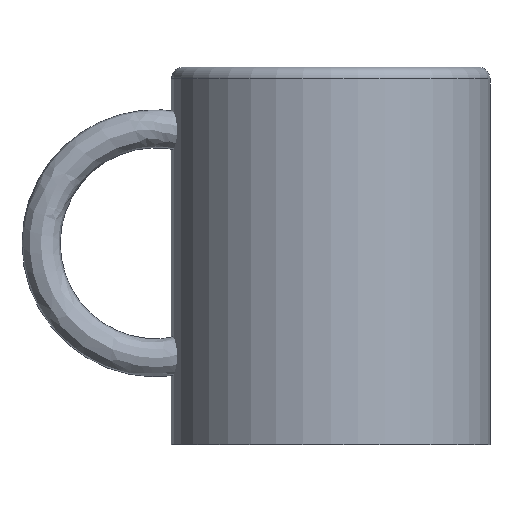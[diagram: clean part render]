
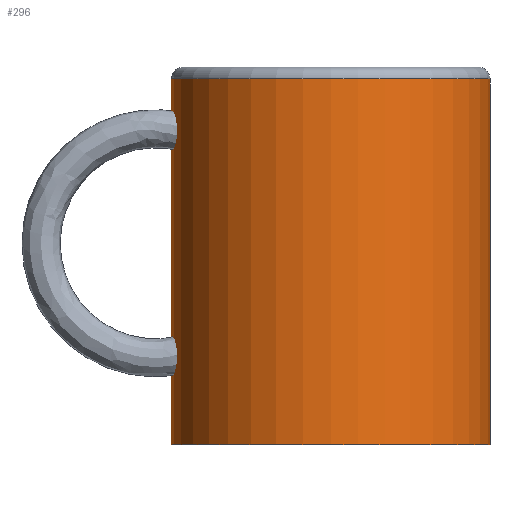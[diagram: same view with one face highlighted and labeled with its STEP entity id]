
A CAD part, front view. The second image highlights one B-rep face of the part: STEP entity #296.
In plain terms, the highlighted cylindrical face has radius 67.5 mm (diameter 135 mm), a partial arc.
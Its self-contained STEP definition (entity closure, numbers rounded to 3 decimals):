
#2 = EDGE_LOOP ( 'NONE', ( #237, #21, #276, #418 ) ) ;
#18 = DIRECTION ( 'NONE',  ( 1., 0., 0. ) ) ;
#21 = ORIENTED_EDGE ( 'NONE', *, *, #301, .T. ) ;
#24 = VECTOR ( 'NONE', #376, 1000. ) ;
#54 = EDGE_CURVE ( 'NONE', #651, #570, #283, .T. ) ;
#93 = AXIS2_PLACEMENT_3D ( 'NONE', #239, #580, #177 ) ;
#146 = CARTESIAN_POINT ( 'NONE',  ( 0., 0., -10. ) ) ;
#148 = FACE_OUTER_BOUND ( 'NONE', #2, .T. ) ;
#172 = LINE ( 'NONE', #635, #24 ) ;
#177 = DIRECTION ( 'NONE',  ( -1., 0., 0. ) ) ;
#192 = CARTESIAN_POINT ( 'NONE',  ( -67.5, 0., -10. ) ) ;
#199 = CARTESIAN_POINT ( 'NONE',  ( -67.5, 0., 145. ) ) ;
#231 = EDGE_CURVE ( 'NONE', #491, #651, #571, .T. ) ;
#237 = ORIENTED_EDGE ( 'NONE', *, *, #231, .F. ) ;
#239 = CARTESIAN_POINT ( 'NONE',  ( 0., 0., 150. ) ) ;
#249 = CARTESIAN_POINT ( 'NONE',  ( 67.5, 0., -10. ) ) ;
#252 = CARTESIAN_POINT ( 'NONE',  ( 67.5, 0., 145. ) ) ;
#257 = DIRECTION ( 'NONE',  ( 0., 0., -1. ) ) ;
#276 = ORIENTED_EDGE ( 'NONE', *, *, #400, .T. ) ;
#283 = CIRCLE ( 'NONE', #542, 67.5 ) ;
#296 = ADVANCED_FACE ( 'NONE', ( #148 ), #506, .T. ) ;
#301 = EDGE_CURVE ( 'NONE', #491, #577, #421, .T. ) ;
#311 = CARTESIAN_POINT ( 'NONE',  ( 67.5, 0., 150. ) ) ;
#353 = DIRECTION ( 'NONE',  ( -1., 0., 0. ) ) ;
#358 = DIRECTION ( 'NONE',  ( 0., 0., -1. ) ) ;
#373 = DIRECTION ( 'NONE',  ( 0., 0., -1. ) ) ;
#376 = DIRECTION ( 'NONE',  ( 0., 0., -1. ) ) ;
#400 = EDGE_CURVE ( 'NONE', #577, #570, #172, .T. ) ;
#418 = ORIENTED_EDGE ( 'NONE', *, *, #54, .F. ) ;
#421 = CIRCLE ( 'NONE', #617, 67.5 ) ;
#472 = CARTESIAN_POINT ( 'NONE',  ( 0., 0., 145. ) ) ;
#491 = VERTEX_POINT ( 'NONE', #252 ) ;
#506 = CYLINDRICAL_SURFACE ( 'NONE', #93, 67.5 ) ;
#542 = AXIS2_PLACEMENT_3D ( 'NONE', #146, #257, #353 ) ;
#570 = VERTEX_POINT ( 'NONE', #192 ) ;
#571 = LINE ( 'NONE', #311, #613 ) ;
#577 = VERTEX_POINT ( 'NONE', #199 ) ;
#580 = DIRECTION ( 'NONE',  ( 0., 0., -1. ) ) ;
#613 = VECTOR ( 'NONE', #358, 1000. ) ;
#617 = AXIS2_PLACEMENT_3D ( 'NONE', #472, #373, #18 ) ;
#635 = CARTESIAN_POINT ( 'NONE',  ( -67.5, 0., 150. ) ) ;
#651 = VERTEX_POINT ( 'NONE', #249 ) ;
